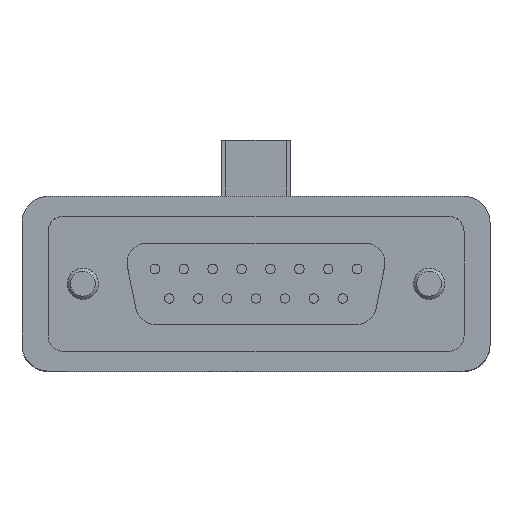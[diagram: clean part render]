
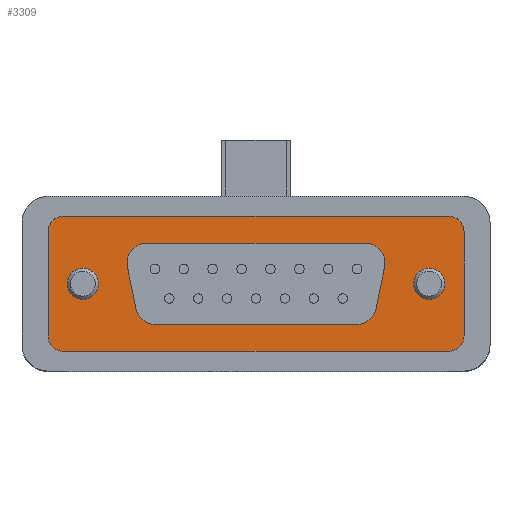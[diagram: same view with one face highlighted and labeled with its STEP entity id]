
A CAD part, top view. The second image highlights one B-rep face of the part: STEP entity #3309.
In plain terms, the highlighted planar face has unit normal (0, 0, 1).
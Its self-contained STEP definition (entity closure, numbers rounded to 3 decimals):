
#57=PLANE('',#3497);
#192=LINE('',#4685,#368);
#195=LINE('',#4693,#371);
#198=LINE('',#4701,#374);
#200=LINE('',#4707,#376);
#201=LINE('',#4716,#377);
#202=LINE('',#4720,#378);
#203=LINE('',#4724,#379);
#204=LINE('',#4728,#380);
#368=VECTOR('',#3861,1000.);
#371=VECTOR('',#3870,1000.);
#374=VECTOR('',#3879,1000.);
#376=VECTOR('',#3887,1000.);
#377=VECTOR('',#3896,1000.);
#378=VECTOR('',#3899,1000.);
#379=VECTOR('',#3902,1000.);
#380=VECTOR('',#3905,1000.);
#664=ORIENTED_EDGE('',*,*,#1200,.T.);
#665=ORIENTED_EDGE('',*,*,#1201,.F.);
#666=ORIENTED_EDGE('',*,*,#1202,.F.);
#667=ORIENTED_EDGE('',*,*,#1203,.F.);
#668=ORIENTED_EDGE('',*,*,#1204,.F.);
#669=ORIENTED_EDGE('',*,*,#1205,.F.);
#670=ORIENTED_EDGE('',*,*,#1206,.F.);
#671=ORIENTED_EDGE('',*,*,#1207,.F.);
#672=ORIENTED_EDGE('',*,*,#1208,.F.);
#673=ORIENTED_EDGE('',*,*,#1209,.F.);
#674=ORIENTED_EDGE('',*,*,#1185,.T.);
#675=ORIENTED_EDGE('',*,*,#1188,.T.);
#676=ORIENTED_EDGE('',*,*,#1190,.T.);
#677=ORIENTED_EDGE('',*,*,#1192,.T.);
#678=ORIENTED_EDGE('',*,*,#1194,.T.);
#679=ORIENTED_EDGE('',*,*,#1196,.T.);
#680=ORIENTED_EDGE('',*,*,#1198,.T.);
#681=ORIENTED_EDGE('',*,*,#1199,.T.);
#1185=EDGE_CURVE('',#1469,#1468,#1636,.T.);
#1188=EDGE_CURVE('',#1468,#1470,#192,.T.);
#1190=EDGE_CURVE('',#1470,#1471,#1637,.T.);
#1192=EDGE_CURVE('',#1471,#1472,#195,.T.);
#1194=EDGE_CURVE('',#1472,#1473,#1638,.T.);
#1196=EDGE_CURVE('',#1473,#1474,#198,.T.);
#1198=EDGE_CURVE('',#1474,#1475,#1639,.T.);
#1199=EDGE_CURVE('',#1475,#1469,#200,.T.);
#1200=EDGE_CURVE('',#1476,#1476,#1640,.T.);
#1201=EDGE_CURVE('',#1477,#1477,#1641,.T.);
#1202=EDGE_CURVE('',#1478,#1479,#1642,.T.);
#1203=EDGE_CURVE('',#1480,#1478,#201,.T.);
#1204=EDGE_CURVE('',#1481,#1480,#1643,.T.);
#1205=EDGE_CURVE('',#1482,#1481,#202,.T.);
#1206=EDGE_CURVE('',#1483,#1482,#1644,.T.);
#1207=EDGE_CURVE('',#1484,#1483,#203,.T.);
#1208=EDGE_CURVE('',#1485,#1484,#1645,.T.);
#1209=EDGE_CURVE('',#1479,#1485,#204,.T.);
#1468=VERTEX_POINT('',#4678);
#1469=VERTEX_POINT('',#4680);
#1470=VERTEX_POINT('',#4684);
#1471=VERTEX_POINT('',#4688);
#1472=VERTEX_POINT('',#4692);
#1473=VERTEX_POINT('',#4696);
#1474=VERTEX_POINT('',#4700);
#1475=VERTEX_POINT('',#4704);
#1476=VERTEX_POINT('',#4710);
#1477=VERTEX_POINT('',#4712);
#1478=VERTEX_POINT('',#4714);
#1479=VERTEX_POINT('',#4715);
#1480=VERTEX_POINT('',#4717);
#1481=VERTEX_POINT('',#4719);
#1482=VERTEX_POINT('',#4721);
#1483=VERTEX_POINT('',#4723);
#1484=VERTEX_POINT('',#4725);
#1485=VERTEX_POINT('',#4727);
#1636=CIRCLE('',#3486,1.5);
#1637=CIRCLE('',#3489,1.5);
#1638=CIRCLE('',#3492,1.5);
#1639=CIRCLE('',#3495,1.5);
#1640=CIRCLE('',#3498,1.5);
#1641=CIRCLE('',#3499,1.5);
#1642=CIRCLE('',#3500,1.9);
#1643=CIRCLE('',#3501,1.9);
#1644=CIRCLE('',#3502,1.9);
#1645=CIRCLE('',#3503,1.9);
#1754=EDGE_LOOP('',(#664));
#1755=EDGE_LOOP('',(#665));
#1756=EDGE_LOOP('',(#666,#667,#668,#669,#670,#671,#672,#673));
#1757=EDGE_LOOP('',(#674,#675,#676,#677,#678,#679,#680,#681));
#1976=FACE_BOUND('',#1754,.T.);
#1977=FACE_BOUND('',#1755,.T.);
#1978=FACE_BOUND('',#1756,.T.);
#1979=FACE_BOUND('',#1757,.T.);
#3309=ADVANCED_FACE('',(#1976,#1977,#1978,#1979),#57,.T.);
#3486=AXIS2_PLACEMENT_3D('',#4679,#3855,#3856);
#3489=AXIS2_PLACEMENT_3D('',#4689,#3865,#3866);
#3492=AXIS2_PLACEMENT_3D('',#4697,#3874,#3875);
#3495=AXIS2_PLACEMENT_3D('',#4705,#3883,#3884);
#3497=AXIS2_PLACEMENT_3D('',#4708,#3888,#3889);
#3498=AXIS2_PLACEMENT_3D('',#4709,#3890,#3891);
#3499=AXIS2_PLACEMENT_3D('',#4711,#3892,#3893);
#3500=AXIS2_PLACEMENT_3D('',#4713,#3894,#3895);
#3501=AXIS2_PLACEMENT_3D('',#4718,#3897,#3898);
#3502=AXIS2_PLACEMENT_3D('',#4722,#3900,#3901);
#3503=AXIS2_PLACEMENT_3D('',#4726,#3903,#3904);
#3855=DIRECTION('',(0.,0.,1.));
#3856=DIRECTION('',(1.,0.,0.));
#3861=DIRECTION('',(0.,-1.,0.));
#3865=DIRECTION('',(0.,0.,1.));
#3866=DIRECTION('',(1.,0.,0.));
#3870=DIRECTION('',(1.,0.,0.));
#3874=DIRECTION('',(0.,0.,1.));
#3875=DIRECTION('',(1.,0.,0.));
#3879=DIRECTION('',(0.,1.,0.));
#3883=DIRECTION('',(0.,0.,1.));
#3884=DIRECTION('',(1.,0.,0.));
#3887=DIRECTION('',(-1.,0.,0.));
#3888=DIRECTION('',(0.,0.,1.));
#3889=DIRECTION('',(1.,0.,0.));
#3890=DIRECTION('',(0.,0.,-1.));
#3891=DIRECTION('',(-1.,0.,0.));
#3892=DIRECTION('',(0.,0.,1.));
#3893=DIRECTION('',(1.,0.,0.));
#3894=DIRECTION('',(0.,0.,1.));
#3895=DIRECTION('',(1.,0.,0.));
#3896=DIRECTION('',(-1.,0.,0.));
#3897=DIRECTION('',(0.,0.,1.));
#3898=DIRECTION('',(1.,0.,0.));
#3899=DIRECTION('',(0.2,0.98,0.));
#3900=DIRECTION('',(0.,0.,1.));
#3901=DIRECTION('',(1.,0.,0.));
#3902=DIRECTION('',(1.,0.,0.));
#3903=DIRECTION('',(0.,0.,1.));
#3904=DIRECTION('',(1.,0.,0.));
#3905=DIRECTION('',(0.2,-0.98,0.));
#4678=CARTESIAN_POINT('',(-20.,5.,23.75));
#4679=CARTESIAN_POINT('',(-18.5,5.,23.75));
#4680=CARTESIAN_POINT('',(-18.5,6.5,23.75));
#4684=CARTESIAN_POINT('',(-20.,-5.,23.75));
#4685=CARTESIAN_POINT('',(-20.,5.,23.75));
#4688=CARTESIAN_POINT('',(-18.5,-6.5,23.75));
#4689=CARTESIAN_POINT('',(-18.5,-5.,23.75));
#4692=CARTESIAN_POINT('',(18.5,-6.5,23.75));
#4693=CARTESIAN_POINT('',(-18.5,-6.5,23.75));
#4696=CARTESIAN_POINT('',(20.,-5.,23.75));
#4697=CARTESIAN_POINT('',(18.5,-5.,23.75));
#4700=CARTESIAN_POINT('',(20.,5.,23.75));
#4701=CARTESIAN_POINT('',(20.,-5.,23.75));
#4704=CARTESIAN_POINT('',(18.5,6.5,23.75));
#4705=CARTESIAN_POINT('',(18.5,5.,23.75));
#4707=CARTESIAN_POINT('',(18.5,6.5,23.75));
#4708=CARTESIAN_POINT('',(-18.5,5.,23.75));
#4709=CARTESIAN_POINT('',(-16.65,0.,23.75));
#4710=CARTESIAN_POINT('',(-18.15,0.,23.75));
#4711=CARTESIAN_POINT('',(16.65,0.,23.75));
#4712=CARTESIAN_POINT('',(18.15,0.,23.75));
#4713=CARTESIAN_POINT('',(-10.499,2.,23.75));
#4714=CARTESIAN_POINT('',(-10.499,3.9,23.75));
#4715=CARTESIAN_POINT('',(-12.36,1.62,23.75));
#4716=CARTESIAN_POINT('',(10.499,3.9,23.75));
#4717=CARTESIAN_POINT('',(10.499,3.9,23.75));
#4718=CARTESIAN_POINT('',(10.499,2.,23.75));
#4719=CARTESIAN_POINT('',(12.36,1.62,23.75));
#4720=CARTESIAN_POINT('',(11.545,-2.38,23.75));
#4721=CARTESIAN_POINT('',(11.545,-2.38,23.75));
#4722=CARTESIAN_POINT('',(9.683,-2.,23.75));
#4723=CARTESIAN_POINT('',(9.683,-3.9,23.75));
#4724=CARTESIAN_POINT('',(-9.683,-3.9,23.75));
#4725=CARTESIAN_POINT('',(-9.683,-3.9,23.75));
#4726=CARTESIAN_POINT('',(-9.683,-2.,23.75));
#4727=CARTESIAN_POINT('',(-11.545,-2.38,23.75));
#4728=CARTESIAN_POINT('',(-12.36,1.62,23.75));
